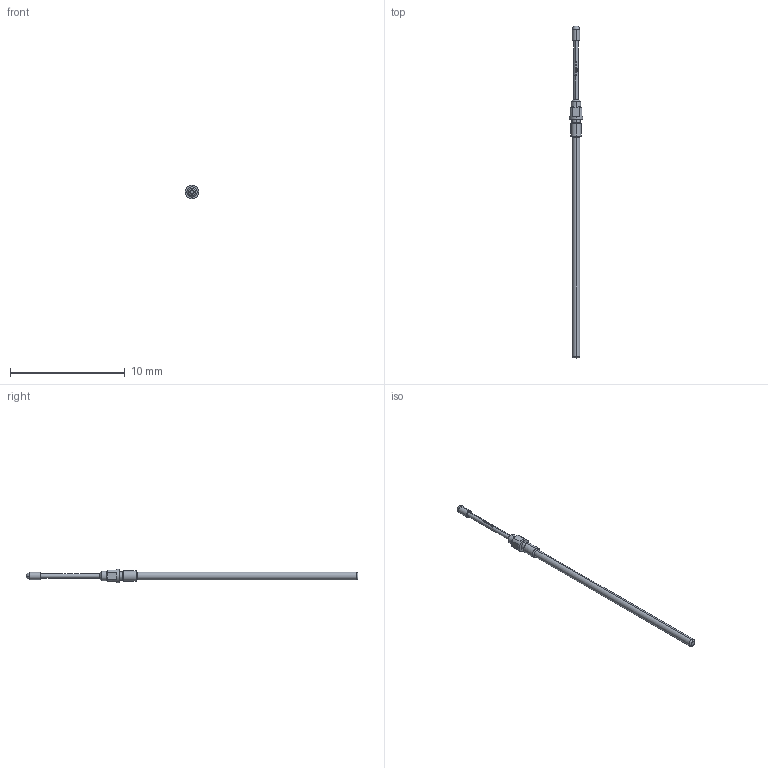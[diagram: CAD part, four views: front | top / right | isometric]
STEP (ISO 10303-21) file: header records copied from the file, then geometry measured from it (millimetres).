
FILE_DESCRIPTION (( 'STEP AP203' ), '1' );
FILE_NAME ('INGUN_GKS-097_305_064_A_xx02_MO.STEP', '2021-10-04T10:12:55', ( 'ochi' ), ( '' ), 'SwSTEP 2.0', 'SolidWorks 2018', '' );
FILE_SCHEMA (( 'CONFIG_CONTROL_DESIGN' ));
Length unit declared in the file: millimetre
Products named in the file (1): INGUN_GKS-097_305_064_A_xx02_MO
Bounding box: 1.15 x 28.9 x 1.15 mm (x, y, z)
Volume: 9.8 mm3; surface area: 60.3 mm2
Topology: 1 solids, 1 shells, 109 faces, 298 edges, 193 vertices
Faces by surface type: plane 42, cylinder 33, bspline 22, cone 8, sphere 2, torus 2
Entity records: 3941 total; most frequent: CARTESIAN_POINT 1533, ORIENTED_EDGE 592, DIRECTION 320, EDGE_CURVE 296, B_SPLINE_CURVE_WITH_KNOTS 198, VERTEX_POINT 193, AXIS2_PLACEMENT_3D 134, EDGE_LOOP 113
